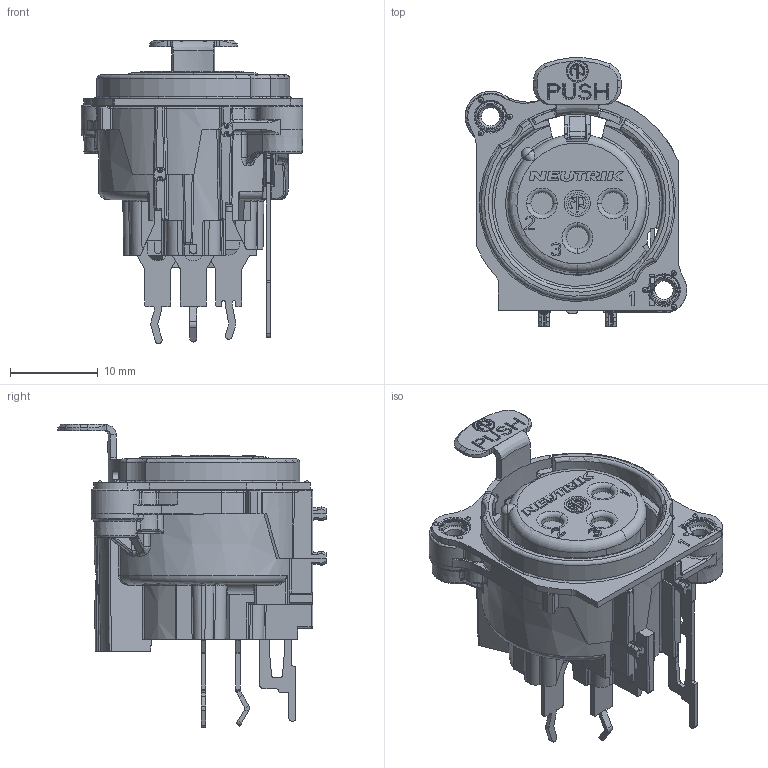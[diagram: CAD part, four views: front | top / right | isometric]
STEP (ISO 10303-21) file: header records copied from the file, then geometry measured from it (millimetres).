
FILE_DESCRIPTION((''),'2;1');
FILE_NAME('30010518','2023-10-19T11:49:00',('SYSTEM'),(''),'CREO PARAMETRIC BY PTC INC, 2021184','CREO PARAMETRIC BY PTC INC, 2021184','');
FILE_SCHEMA(('CONFIG_CONTROL_DESIGN'));
Products named in the file (1): 30010518
Bounding box: 25.3 x 30.61 x 34.61 mm (x, y, z)
Volume: 5748.3 mm3; surface area: 5958.4 mm2
Topology: 1 solids, 1 shells, 2118 faces, 5688 edges, 3542 vertices
Faces by surface type: plane 1006, cylinder 482, bspline 263, torus 162, cone 110, sphere 66, extrusion 29
Entity records: 75659 total; most frequent: CARTESIAN_POINT 25031, ORIENTED_EDGE 11346, DIRECTION 9578, EDGE_CURVE 5673, VERTEX_POINT 3542, AXIS2_PLACEMENT_3D 3230, VECTOR 3118, LINE 3089
